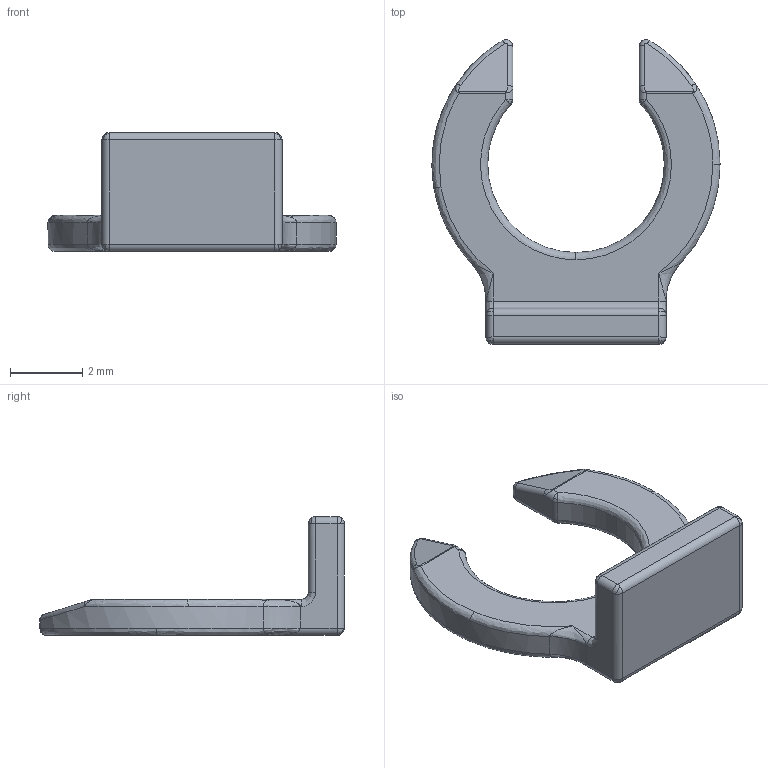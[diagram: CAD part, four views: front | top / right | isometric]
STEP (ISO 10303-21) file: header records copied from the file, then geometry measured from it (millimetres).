
FILE_DESCRIPTION (( 'STEP AP214' ), '1' );
FILE_NAME ('original clip.STEP', '2022-04-27T12:49:12', ( '' ), ( '' ), 'SwSTEP 2.0', 'SolidWorks 2021', '' );
FILE_SCHEMA (( 'AUTOMOTIVE_DESIGN' ));
Length unit declared in the file: millimetre
Products named in the file (1): original clip
Bounding box: 8 x 8.46 x 3.3 mm (x, y, z)
Volume: 42.3 mm3; surface area: 121.1 mm2
Topology: 1 solids, 1 shells, 95 faces, 253 edges, 132 vertices
Faces by surface type: bspline 50, cylinder 34, plane 11
Entity records: 3737 total; most frequent: CARTESIAN_POINT 1733, ORIENTED_EDGE 450, DIRECTION 383, EDGE_CURVE 225, AXIS2_PLACEMENT_3D 162, VERTEX_POINT 132, CIRCLE 116, FACE_OUTER_BOUND 95
